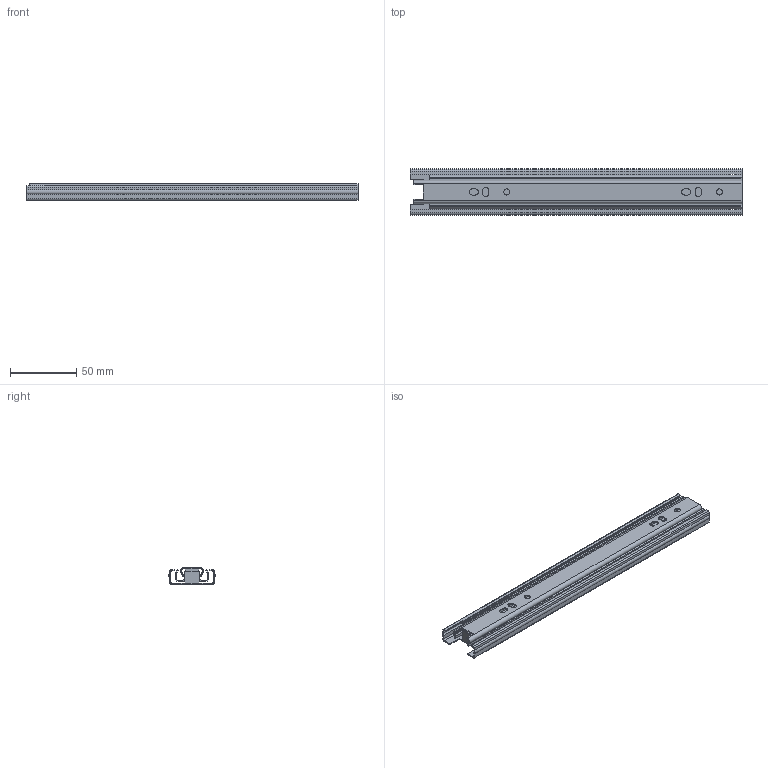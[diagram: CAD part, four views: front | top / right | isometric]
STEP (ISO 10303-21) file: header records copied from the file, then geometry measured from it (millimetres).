
FILE_DESCRIPTION (( 'STEP AP214' ), '1' );
FILE_NAME ('F002920_CLOSED_3D.step', '2022-06-06T11:48:30', ( '' ), ( '' ), 'SwSTEP 2.0', 'SolidWorks 2020', '' );
FILE_SCHEMA (( 'AUTOMOTIVE_DESIGN' ));
Length unit declared in the file: millimetre
Products named in the file (4): NB35-STREDNI-250; NB35-VNEJSI-250; F002920_CLOSED_3D; NB35-VNITRNI-250
Assembly tree (3 placements, depth 2):
  F002920_CLOSED_3D
    NB35-VNEJSI-250
    NB35-STREDNI-250
    NB35-VNITRNI-250
Bounding box: 250 x 34.99 x 12.2 mm (x, y, z)
Volume: 24447.3 mm3; surface area: 62338.1 mm2
Topology: 3 solids, 3 shells, 208 faces, 606 edges, 404 vertices
Faces by surface type: plane 124, cylinder 84
Entity records: 7132 total; most frequent: CARTESIAN_POINT 1224, ORIENTED_EDGE 1212, DIRECTION 1202, EDGE_CURVE 606, LINE 438, VECTOR 438, VERTEX_POINT 404, AXIS2_PLACEMENT_3D 382
